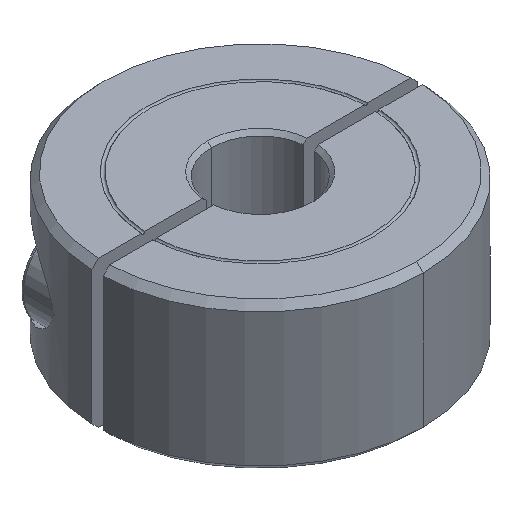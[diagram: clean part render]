
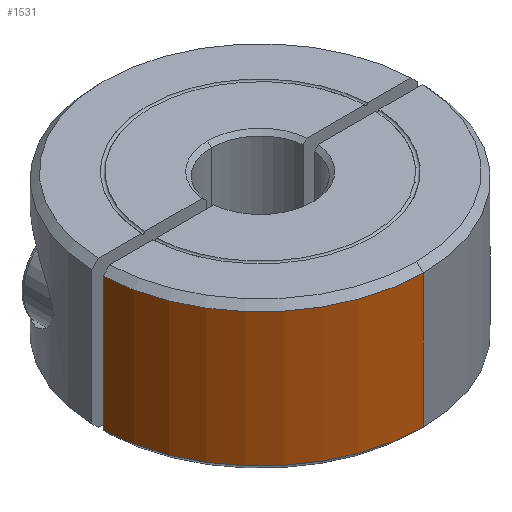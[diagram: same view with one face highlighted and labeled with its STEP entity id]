
A CAD part, isometric view. The second image highlights one B-rep face of the part: STEP entity #1531.
In plain terms, the highlighted cylindrical face has radius 10 mm (diameter 20 mm), a partial arc.
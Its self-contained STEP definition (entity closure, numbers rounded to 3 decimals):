
#701=VERTEX_POINT('',#1830);
#769=EDGE_CURVE('',#969,#1305,#1911,.T.);
#859=EDGE_CURVE('',#701,#969,#2010,.T.);
#969=VERTEX_POINT('',#2136);
#1107=EDGE_CURVE('',#701,#1247,#2285,.T.);
#1247=VERTEX_POINT('',#2436);
#1305=VERTEX_POINT('',#2500);
#1425=EDGE_CURVE('',#1305,#1247,#2635,.T.);
#1531=ADVANCED_FACE('',(#2754),#2755,.T.);
#1830=CARTESIAN_POINT('',(-9.994,-0.35,8.6));
#1911=CIRCLE('',#3302,10.0);
#2010=LINE('',#3479,#3480);
#2136=CARTESIAN_POINT('',(-9.994,-0.35,0.4));
#2285=CIRCLE('',#3955,10.0);
#2436=CARTESIAN_POINT('',(0.,-10.0,8.6));
#2500=CARTESIAN_POINT('',(0.,-10.0,0.4));
#2635=LINE('',#4546,#4547);
#2754=FACE_OUTER_BOUND('',#4712,.T.);
#2755=CYLINDRICAL_SURFACE('',#4713,10.0);
#3302=AXIS2_PLACEMENT_3D('',#5276,#5277,#5278);
#3479=CARTESIAN_POINT('',(-9.994,-0.35,4.5));
#3480=VECTOR('',#5380,1.0);
#3955=AXIS2_PLACEMENT_3D('',#5709,#5710,#5711);
#4546=CARTESIAN_POINT('',(0.,-10.0,4.5));
#4547=VECTOR('',#6066,1.0);
#4712=EDGE_LOOP('',(#6227,#6228,#6229,#6230));
#4713=AXIS2_PLACEMENT_3D('',#6231,#6232,#6233);
#5276=CARTESIAN_POINT('',(0.,0.,0.4));
#5277=DIRECTION('',(0.,0.,1.0));
#5278=DIRECTION('',(0.0,-1.0,0.));
#5380=DIRECTION('',(0.,0.,-1.0));
#5709=CARTESIAN_POINT('',(0.,0.,8.6));
#5710=DIRECTION('',(0.,0.,1.0));
#5711=DIRECTION('',(0.0,-1.0,0.));
#6066=DIRECTION('',(0.,0.,1.0));
#6227=ORIENTED_EDGE('',*,*,#1425,.T.);
#6228=ORIENTED_EDGE('',*,*,#1107,.F.);
#6229=ORIENTED_EDGE('',*,*,#859,.T.);
#6230=ORIENTED_EDGE('',*,*,#769,.T.);
#6231=CARTESIAN_POINT('',(0.0,0.0,4.5));
#6232=DIRECTION('',(0.,0.,-1.0));
#6233=DIRECTION('',(0.0,-1.0,0.));
